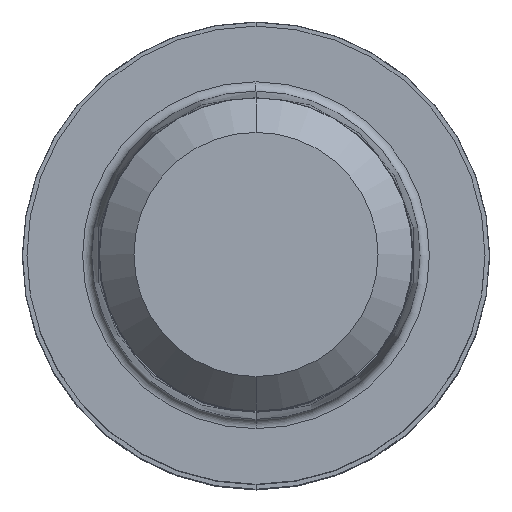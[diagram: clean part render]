
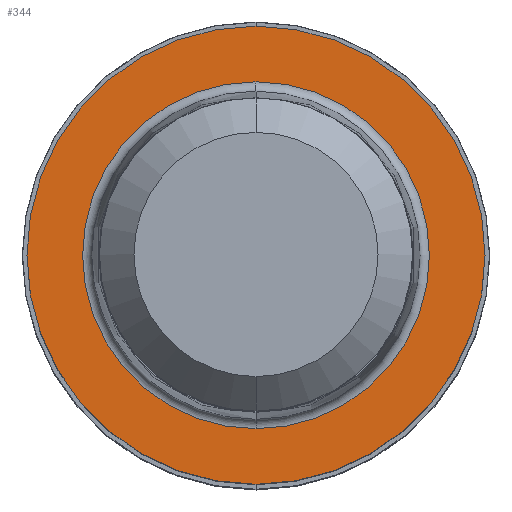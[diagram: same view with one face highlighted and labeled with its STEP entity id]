
A CAD part, top view. The second image highlights one B-rep face of the part: STEP entity #344.
In plain terms, the highlighted planar face has unit normal (0, 0, 1).
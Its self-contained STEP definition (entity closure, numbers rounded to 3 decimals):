
#186=VERTEX_POINT('',#478);
#224=VERTEX_POINT('',#518);
#250=EDGE_CURVE('',#224,#434,#551,.T.);
#274=VERTEX_POINT('',#576);
#344=ADVANCED_FACE('',(#657,#658),#659,.T.);
#350=EDGE_CURVE('',#434,#224,#665,.T.);
#360=EDGE_CURVE('',#274,#186,#678,.T.);
#400=EDGE_CURVE('',#186,#274,#722,.T.);
#434=VERTEX_POINT('',#761);
#478=CARTESIAN_POINT('',(0.,-3.71,0.01));
#518=CARTESIAN_POINT('',(0.,-4.9,0.01));
#551=CIRCLE('',#898,4.9);
#576=CARTESIAN_POINT('',(0.0,3.71,0.01));
#657=FACE_OUTER_BOUND('',#1033,.T.);
#658=FACE_BOUND('',#1034,.T.);
#659=PLANE('',#1035);
#665=CIRCLE('',#1043,4.9);
#678=CIRCLE('',#1057,3.71);
#722=CIRCLE('',#1111,3.71);
#761=CARTESIAN_POINT('',(0.0,4.9,0.01));
#898=AXIS2_PLACEMENT_3D('',#1291,#1292,#1293);
#1033=EDGE_LOOP('',(#1433,#1434));
#1034=EDGE_LOOP('',(#1435,#1436));
#1035=AXIS2_PLACEMENT_3D('',#1437,#1438,#1439);
#1043=AXIS2_PLACEMENT_3D('',#1443,#1444,#1445);
#1057=AXIS2_PLACEMENT_3D('',#1461,#1462,#1463);
#1111=AXIS2_PLACEMENT_3D('',#1513,#1514,#1515);
#1291=CARTESIAN_POINT('',(0.0,0.0,0.01));
#1292=DIRECTION('',(0.0,0.0,-1.0));
#1293=DIRECTION('',(0.0,1.0,0.0));
#1433=ORIENTED_EDGE('',*,*,#350,.F.);
#1434=ORIENTED_EDGE('',*,*,#250,.F.);
#1435=ORIENTED_EDGE('',*,*,#360,.T.);
#1436=ORIENTED_EDGE('',*,*,#400,.T.);
#1437=CARTESIAN_POINT('',(0.0,2.45,0.01));
#1438=DIRECTION('',(-0.0,0.0,1.0));
#1439=DIRECTION('',(0.0,-1.0,0.0));
#1443=CARTESIAN_POINT('',(0.0,0.0,0.01));
#1444=DIRECTION('',(0.0,0.0,-1.0));
#1445=DIRECTION('',(0.0,1.0,0.0));
#1461=CARTESIAN_POINT('',(0.0,0.0,0.01));
#1462=DIRECTION('',(0.0,0.0,-1.0));
#1463=DIRECTION('',(0.0,1.0,0.0));
#1513=CARTESIAN_POINT('',(0.0,0.0,0.01));
#1514=DIRECTION('',(0.0,0.0,-1.0));
#1515=DIRECTION('',(0.0,1.0,0.0));
